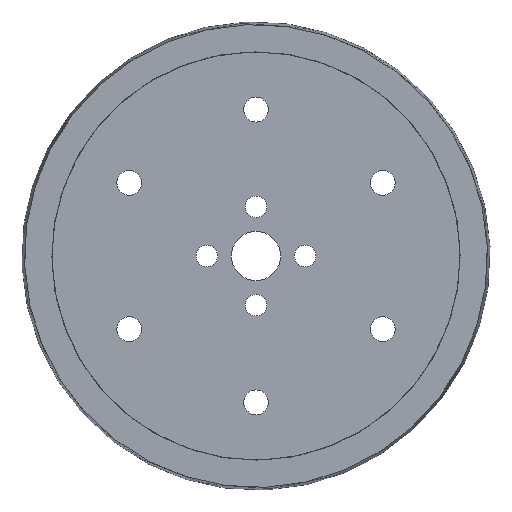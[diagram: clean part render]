
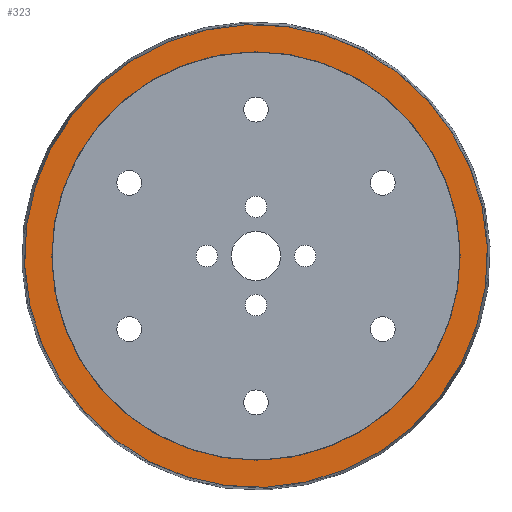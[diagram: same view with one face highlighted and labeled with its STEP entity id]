
A CAD part, left-side view. The second image highlights one B-rep face of the part: STEP entity #323.
In plain terms, the highlighted planar face has unit normal (-1, 0, 0).
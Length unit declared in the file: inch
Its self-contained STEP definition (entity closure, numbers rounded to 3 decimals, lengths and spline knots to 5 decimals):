
#260 = EDGE_LOOP ( 'NONE', ( #2265, #10530 ) ) ;
#323 = ADVANCED_FACE ( 'NONE', ( #11534, #1828 ), #1626, .T. ) ;
#416 = DIRECTION ( 'NONE',  ( 0., 0., -1. ) ) ;
#512 = EDGE_CURVE ( 'NONE', #6836, #2073, #4448, .T. ) ;
#882 = AXIS2_PLACEMENT_3D ( 'NONE', #5758, #7834, #9970 ) ;
#1243 = ORIENTED_EDGE ( 'NONE', *, *, #9134, .T. ) ;
#1606 = ORIENTED_EDGE ( 'NONE', *, *, #4842, .T. ) ;
#1626 = PLANE ( 'NONE',  #12095 ) ;
#1828 = FACE_OUTER_BOUND ( 'NONE', #260, .T. ) ;
#1892 = EDGE_LOOP ( 'NONE', ( #1606, #1243 ) ) ;
#2073 = VERTEX_POINT ( 'NONE', #3894 ) ;
#2243 = VERTEX_POINT ( 'NONE', #11864 ) ;
#2265 = ORIENTED_EDGE ( 'NONE', *, *, #512, .F. ) ;
#2513 = CIRCLE ( 'NONE', #882, 1.30754 ) ;
#2525 = AXIS2_PLACEMENT_3D ( 'NONE', #12360, #3430, #416 ) ;
#2848 = DIRECTION ( 'NONE',  ( 1., 0., 0. ) ) ;
#2960 = DIRECTION ( 'NONE',  ( 0., 0., -1. ) ) ;
#3028 = DIRECTION ( 'NONE',  ( 1., 0., 0. ) ) ;
#3430 = DIRECTION ( 'NONE',  ( 1., 0., 0. ) ) ;
#3754 = CARTESIAN_POINT ( 'NONE',  ( -0.54819, 1.30754, 0. ) ) ;
#3894 = CARTESIAN_POINT ( 'NONE',  ( -0.54819, 0., 1.48254 ) ) ;
#4448 = CIRCLE ( 'NONE', #9397, 1.48254 ) ;
#4664 = DIRECTION ( 'NONE',  ( 0., 0., 1. ) ) ;
#4842 = EDGE_CURVE ( 'NONE', #2243, #7507, #7281, .T. ) ;
#4911 = CARTESIAN_POINT ( 'NONE',  ( -0.54819, 0., -1.48254 ) ) ;
#5183 = AXIS2_PLACEMENT_3D ( 'NONE', #6896, #3028, #2960 ) ;
#5758 = CARTESIAN_POINT ( 'NONE',  ( -0.54819, 0., 0. ) ) ;
#6646 = CARTESIAN_POINT ( 'NONE',  ( -0.54819, 0., 0. ) ) ;
#6836 = VERTEX_POINT ( 'NONE', #4911 ) ;
#6896 = CARTESIAN_POINT ( 'NONE',  ( -0.54819, 0., 0. ) ) ;
#7281 = CIRCLE ( 'NONE', #2525, 1.30754 ) ;
#7507 = VERTEX_POINT ( 'NONE', #10227 ) ;
#7834 = DIRECTION ( 'NONE',  ( 1., 0., 0. ) ) ;
#9134 = EDGE_CURVE ( 'NONE', #7507, #2243, #2513, .T. ) ;
#9314 = CIRCLE ( 'NONE', #5183, 1.48254 ) ;
#9397 = AXIS2_PLACEMENT_3D ( 'NONE', #6646, #2848, #9821 ) ;
#9821 = DIRECTION ( 'NONE',  ( 0., 0., -1. ) ) ;
#9970 = DIRECTION ( 'NONE',  ( 0., 0., -1. ) ) ;
#10227 = CARTESIAN_POINT ( 'NONE',  ( -0.54819, 0., 1.30754 ) ) ;
#10530 = ORIENTED_EDGE ( 'NONE', *, *, #12638, .F. ) ;
#10699 = DIRECTION ( 'NONE',  ( -1., 0., 0. ) ) ;
#11534 = FACE_BOUND ( 'NONE', #1892, .T. ) ;
#11864 = CARTESIAN_POINT ( 'NONE',  ( -0.54819, 0., -1.30754 ) ) ;
#12095 = AXIS2_PLACEMENT_3D ( 'NONE', #3754, #10699, #4664 ) ;
#12360 = CARTESIAN_POINT ( 'NONE',  ( -0.54819, 0., 0. ) ) ;
#12638 = EDGE_CURVE ( 'NONE', #2073, #6836, #9314, .T. ) ;
